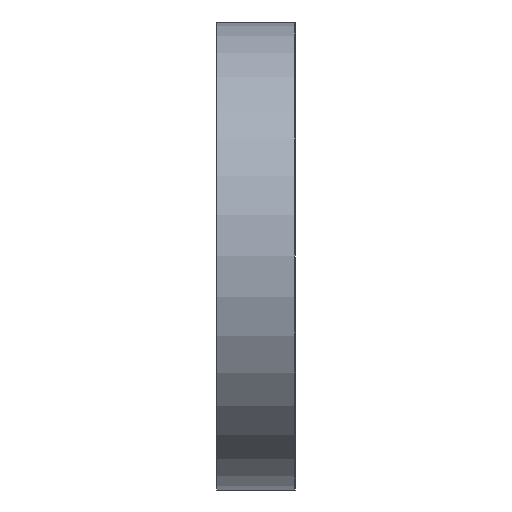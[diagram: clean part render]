
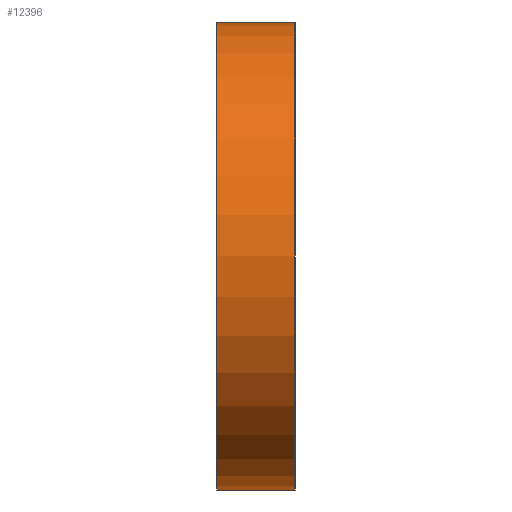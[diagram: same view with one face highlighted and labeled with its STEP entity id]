
A CAD part, left-side view. The second image highlights one B-rep face of the part: STEP entity #12396.
In plain terms, the highlighted cylindrical face has radius 38.1 mm (diameter 76.2 mm), a partial arc.
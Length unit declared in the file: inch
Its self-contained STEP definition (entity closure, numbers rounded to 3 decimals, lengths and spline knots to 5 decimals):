
#90 = CARTESIAN_POINT ( 'NONE',  ( -9.55006, 0.5, 1.5 ) ) ;
#694 = DIRECTION ( 'NONE',  ( 0., -1., 0. ) ) ;
#1541 = EDGE_LOOP ( 'NONE', ( #20071, #7115, #17463, #12674 ) ) ;
#1921 = EDGE_CURVE ( 'NONE', #23779, #21157, #8624, .T. ) ;
#2442 = EDGE_CURVE ( 'NONE', #9332, #21157, #14449, .T. ) ;
#4993 = CARTESIAN_POINT ( 'NONE',  ( -9.55006, 0.5, 1.5 ) ) ;
#5150 = CARTESIAN_POINT ( 'NONE',  ( -9.55006, 0., -1.5 ) ) ;
#5974 = AXIS2_PLACEMENT_3D ( 'NONE', #8578, #21475, #10444 ) ;
#6151 = CIRCLE ( 'NONE', #5974, 1.5 ) ;
#6700 = FACE_OUTER_BOUND ( 'NONE', #1541, .T. ) ;
#7115 = ORIENTED_EDGE ( 'NONE', *, *, #1921, .F. ) ;
#8059 = VERTEX_POINT ( 'NONE', #18792 ) ;
#8578 = CARTESIAN_POINT ( 'NONE',  ( -9.55006, 0.5, 0. ) ) ;
#8624 = LINE ( 'NONE', #4993, #22767 ) ;
#9332 = VERTEX_POINT ( 'NONE', #5150 ) ;
#9694 = EDGE_CURVE ( 'NONE', #8059, #9332, #12212, .T. ) ;
#10444 = DIRECTION ( 'NONE',  ( 0., 0., 1. ) ) ;
#10595 = CARTESIAN_POINT ( 'NONE',  ( -9.55006, 0., 0. ) ) ;
#11022 = CYLINDRICAL_SURFACE ( 'NONE', #15698, 1.5 ) ;
#11792 = CARTESIAN_POINT ( 'NONE',  ( -9.55006, 0.5, -1.5 ) ) ;
#12212 = LINE ( 'NONE', #11792, #23137 ) ;
#12283 = DIRECTION ( 'NONE',  ( 0., 0., -1. ) ) ;
#12299 = AXIS2_PLACEMENT_3D ( 'NONE', #10595, #23470, #12464 ) ;
#12396 = ADVANCED_FACE ( 'NONE', ( #6700 ), #11022, .T. ) ;
#12464 = DIRECTION ( 'NONE',  ( 0., 0., 1. ) ) ;
#12674 = ORIENTED_EDGE ( 'NONE', *, *, #9694, .T. ) ;
#13495 = EDGE_CURVE ( 'NONE', #8059, #23779, #6151, .T. ) ;
#14449 = CIRCLE ( 'NONE', #12299, 1.5 ) ;
#15698 = AXIS2_PLACEMENT_3D ( 'NONE', #17849, #21417, #12283 ) ;
#17463 = ORIENTED_EDGE ( 'NONE', *, *, #13495, .F. ) ;
#17849 = CARTESIAN_POINT ( 'NONE',  ( -9.55006, 0.5, 0. ) ) ;
#18792 = CARTESIAN_POINT ( 'NONE',  ( -9.55006, 0.5, -1.5 ) ) ;
#19755 = DIRECTION ( 'NONE',  ( 0., -1., 0. ) ) ;
#20071 = ORIENTED_EDGE ( 'NONE', *, *, #2442, .T. ) ;
#20224 = CARTESIAN_POINT ( 'NONE',  ( -9.55006, 0., 1.5 ) ) ;
#21157 = VERTEX_POINT ( 'NONE', #20224 ) ;
#21417 = DIRECTION ( 'NONE',  ( 0., -1., 0. ) ) ;
#21475 = DIRECTION ( 'NONE',  ( 0., 1., 0. ) ) ;
#22767 = VECTOR ( 'NONE', #19755, 39.37008 ) ;
#23137 = VECTOR ( 'NONE', #694, 39.37008 ) ;
#23470 = DIRECTION ( 'NONE',  ( 0., 1., 0. ) ) ;
#23779 = VERTEX_POINT ( 'NONE', #90 ) ;
